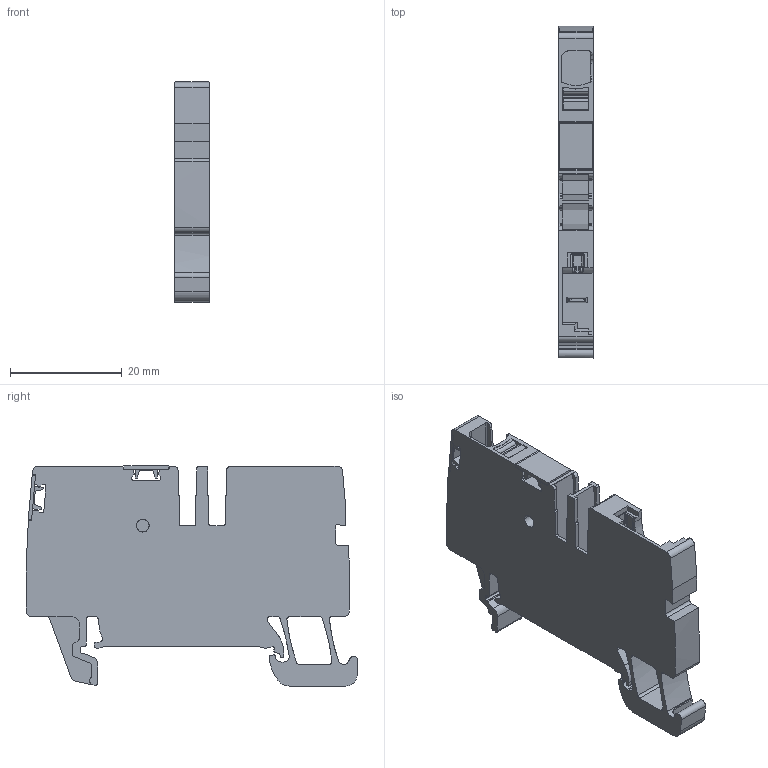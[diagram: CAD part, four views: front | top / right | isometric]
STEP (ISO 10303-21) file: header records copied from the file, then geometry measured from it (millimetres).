
FILE_DESCRIPTION(('CATIA V5R22 STEP214','CAx-IF Rec.Pracs.--- Model Styling and Organization---1.4--- 2014-01-23'),'2;1');
FILE_NAME ('1135679-2_1', '2019-07-10T05:23:09+00:00', ('Weidmueller Interface'), ('Weidmueller'), 'CATIA Version 5-6 Release 2016 SP3 HF44', 'CATIA V5 STEP AP214', 'none');
FILE_SCHEMA(('AUTOMOTIVE_DESIGN { 1 0 10303 214 1 1 1 1 }'));
Length unit declared in the file: millimetre
Products named in the file (1): 2675960000_APGTB_4_FT_2C-1_DL
Bounding box: 6.1 x 59.49 x 39.45 mm (x, y, z)
Volume: 8685.1 mm3; surface area: 7193.1 mm2
Topology: 5 solids, 7 shells, 522 faces, 1466 edges, 955 vertices
Faces by surface type: plane 283, cylinder 213, cone 12, torus 7, bspline 4, sphere 3
Entity records: 18225 total; most frequent: CARTESIAN_POINT 5442, ORIENTED_EDGE 2918, DIRECTION 2145, EDGE_CURVE 1459, VERTEX_POINT 955, VECTOR 947, LINE 947, AXIS2_PLACEMENT_3D 736
